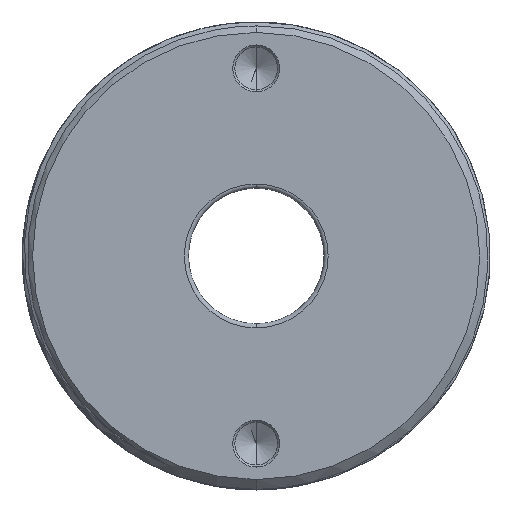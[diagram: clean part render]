
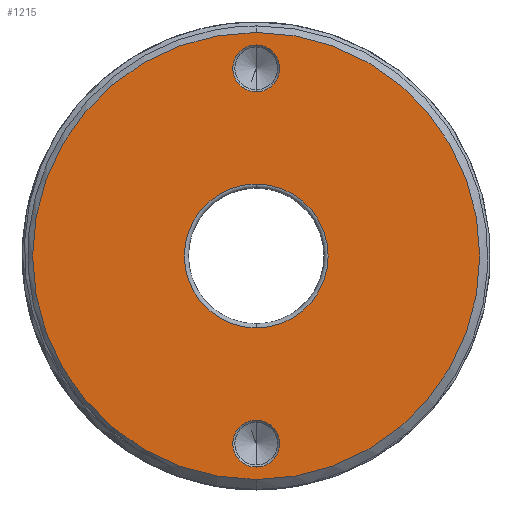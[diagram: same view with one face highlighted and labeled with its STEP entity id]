
A CAD part, front view. The second image highlights one B-rep face of the part: STEP entity #1215.
In plain terms, the highlighted planar face has unit normal (0, -1, 0).
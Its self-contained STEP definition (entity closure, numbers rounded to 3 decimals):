
#128 = CIRCLE ( 'NONE', #721, 6.9 ) ;
#167 = EDGE_CURVE ( 'NONE', #2672, #959, #2019, .T. ) ;
#172 = DIRECTION ( 'NONE',  ( 0., 1., 0. ) ) ;
#298 = AXIS2_PLACEMENT_3D ( 'NONE', #418, #2252, #1650 ) ;
#333 = CIRCLE ( 'NONE', #1931, 2.25 ) ;
#338 = CIRCLE ( 'NONE', #1769, 2.25 ) ;
#389 = AXIS2_PLACEMENT_3D ( 'NONE', #2548, #172, #2479 ) ;
#395 = VERTEX_POINT ( 'NONE', #1431 ) ;
#418 = CARTESIAN_POINT ( 'NONE',  ( 0., 0., 0. ) ) ;
#426 = VERTEX_POINT ( 'NONE', #997 ) ;
#433 = EDGE_CURVE ( 'NONE', #395, #509, #576, .T. ) ;
#509 = VERTEX_POINT ( 'NONE', #1104 ) ;
#576 = CIRCLE ( 'NONE', #2499, 2.25 ) ;
#627 = CARTESIAN_POINT ( 'NONE',  ( -22.45, 0., 0. ) ) ;
#708 = CARTESIAN_POINT ( 'NONE',  ( 0., 0., -18. ) ) ;
#720 = EDGE_CURVE ( 'NONE', #959, #2672, #1803, .T. ) ;
#721 = AXIS2_PLACEMENT_3D ( 'NONE', #2628, #2472, #1854 ) ;
#814 = EDGE_CURVE ( 'NONE', #2339, #426, #128, .T. ) ;
#826 = FACE_BOUND ( 'NONE', #1151, .T. ) ;
#834 = DIRECTION ( 'NONE',  ( 0., 0., -1. ) ) ;
#845 = DIRECTION ( 'NONE',  ( 0., 0., 1. ) ) ;
#864 = DIRECTION ( 'NONE',  ( 0., -1., 0. ) ) ;
#885 = FACE_BOUND ( 'NONE', #2373, .T. ) ;
#959 = VERTEX_POINT ( 'NONE', #969 ) ;
#965 = ORIENTED_EDGE ( 'NONE', *, *, #167, .T. ) ;
#969 = CARTESIAN_POINT ( 'NONE',  ( 0., 0., 21.45 ) ) ;
#971 = DIRECTION ( 'NONE',  ( 0., -1., 0. ) ) ;
#994 = CIRCLE ( 'NONE', #1373, 2.25 ) ;
#996 = ORIENTED_EDGE ( 'NONE', *, *, #2541, .F. ) ;
#997 = CARTESIAN_POINT ( 'NONE',  ( 0., 0., -6.9 ) ) ;
#1026 = EDGE_CURVE ( 'NONE', #426, #2339, #1614, .T. ) ;
#1042 = ORIENTED_EDGE ( 'NONE', *, *, #2119, .F. ) ;
#1104 = CARTESIAN_POINT ( 'NONE',  ( 0., 0., -20.25 ) ) ;
#1151 = EDGE_LOOP ( 'NONE', ( #1222, #1718 ) ) ;
#1155 = EDGE_CURVE ( 'NONE', #509, #395, #333, .T. ) ;
#1164 = CARTESIAN_POINT ( 'NONE',  ( 0., 0., 0. ) ) ;
#1215 = ADVANCED_FACE ( 'NONE', ( #885, #1399, #826, #2442 ), #1720, .F. ) ;
#1222 = ORIENTED_EDGE ( 'NONE', *, *, #814, .T. ) ;
#1310 = ORIENTED_EDGE ( 'NONE', *, *, #433, .F. ) ;
#1372 = AXIS2_PLACEMENT_3D ( 'NONE', #1164, #2355, #1746 ) ;
#1373 = AXIS2_PLACEMENT_3D ( 'NONE', #2232, #971, #2440 ) ;
#1399 = FACE_BOUND ( 'NONE', #2004, .T. ) ;
#1415 = DIRECTION ( 'NONE',  ( 0., 0., -1. ) ) ;
#1431 = CARTESIAN_POINT ( 'NONE',  ( 0., 0., -15.75 ) ) ;
#1614 = CIRCLE ( 'NONE', #389, 6.9 ) ;
#1650 = DIRECTION ( 'NONE',  ( 0., 0., 1. ) ) ;
#1688 = CARTESIAN_POINT ( 'NONE',  ( 0., 0., 15.75 ) ) ;
#1718 = ORIENTED_EDGE ( 'NONE', *, *, #1026, .T. ) ;
#1720 = PLANE ( 'NONE',  #2654 ) ;
#1746 = DIRECTION ( 'NONE',  ( 0., 0., 1. ) ) ;
#1769 = AXIS2_PLACEMENT_3D ( 'NONE', #2110, #864, #2333 ) ;
#1803 = CIRCLE ( 'NONE', #298, 21.45 ) ;
#1826 = CARTESIAN_POINT ( 'NONE',  ( 0., 0., 20.25 ) ) ;
#1854 = DIRECTION ( 'NONE',  ( 0., 0., 1. ) ) ;
#1931 = AXIS2_PLACEMENT_3D ( 'NONE', #2728, #2520, #834 ) ;
#2004 = EDGE_LOOP ( 'NONE', ( #1042, #996 ) ) ;
#2019 = CIRCLE ( 'NONE', #1372, 21.45 ) ;
#2086 = CARTESIAN_POINT ( 'NONE',  ( 0., 0., -21.45 ) ) ;
#2094 = DIRECTION ( 'NONE',  ( 0., 1., 0. ) ) ;
#2110 = CARTESIAN_POINT ( 'NONE',  ( 0., 0., 18. ) ) ;
#2119 = EDGE_CURVE ( 'NONE', #2676, #2186, #994, .T. ) ;
#2180 = DIRECTION ( 'NONE',  ( 0., -1., 0. ) ) ;
#2186 = VERTEX_POINT ( 'NONE', #1826 ) ;
#2232 = CARTESIAN_POINT ( 'NONE',  ( 0., 0., 18. ) ) ;
#2252 = DIRECTION ( 'NONE',  ( 0., -1., 0. ) ) ;
#2272 = EDGE_LOOP ( 'NONE', ( #2445, #965 ) ) ;
#2280 = ORIENTED_EDGE ( 'NONE', *, *, #1155, .F. ) ;
#2333 = DIRECTION ( 'NONE',  ( 0., 0., -1. ) ) ;
#2339 = VERTEX_POINT ( 'NONE', #2496 ) ;
#2355 = DIRECTION ( 'NONE',  ( 0., -1., 0. ) ) ;
#2373 = EDGE_LOOP ( 'NONE', ( #2280, #1310 ) ) ;
#2440 = DIRECTION ( 'NONE',  ( 0., 0., -1. ) ) ;
#2442 = FACE_OUTER_BOUND ( 'NONE', #2272, .T. ) ;
#2445 = ORIENTED_EDGE ( 'NONE', *, *, #720, .T. ) ;
#2472 = DIRECTION ( 'NONE',  ( 0., 1., 0. ) ) ;
#2479 = DIRECTION ( 'NONE',  ( 0., 0., 1. ) ) ;
#2496 = CARTESIAN_POINT ( 'NONE',  ( 0., 0., 6.9 ) ) ;
#2499 = AXIS2_PLACEMENT_3D ( 'NONE', #708, #2180, #1415 ) ;
#2520 = DIRECTION ( 'NONE',  ( 0., -1., 0. ) ) ;
#2541 = EDGE_CURVE ( 'NONE', #2186, #2676, #338, .T. ) ;
#2548 = CARTESIAN_POINT ( 'NONE',  ( 0., 0., 0. ) ) ;
#2628 = CARTESIAN_POINT ( 'NONE',  ( 0., 0., 0. ) ) ;
#2654 = AXIS2_PLACEMENT_3D ( 'NONE', #627, #2094, #845 ) ;
#2672 = VERTEX_POINT ( 'NONE', #2086 ) ;
#2676 = VERTEX_POINT ( 'NONE', #1688 ) ;
#2728 = CARTESIAN_POINT ( 'NONE',  ( 0., 0., -18. ) ) ;
